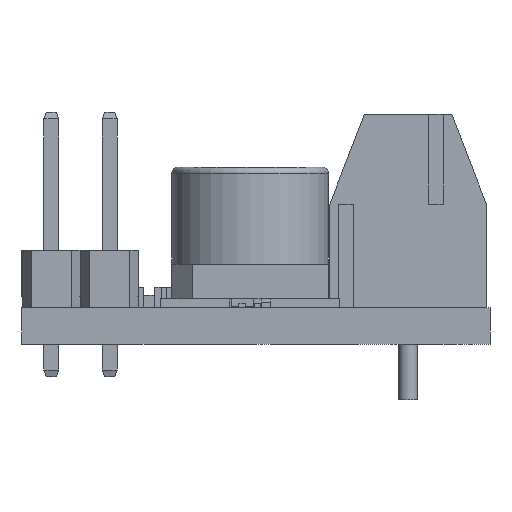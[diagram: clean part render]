
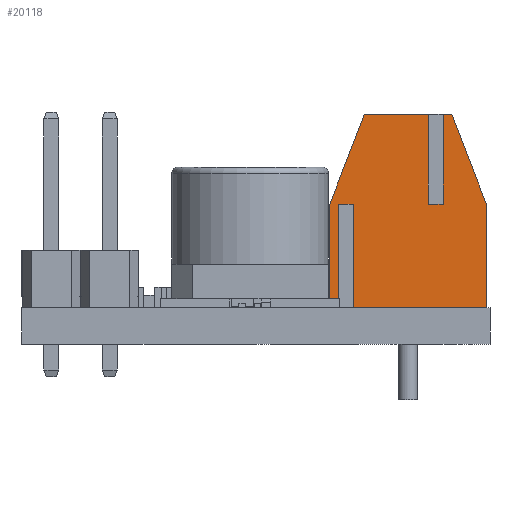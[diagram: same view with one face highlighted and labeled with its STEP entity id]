
A CAD part, front view. The second image highlights one B-rep face of the part: STEP entity #20118.
In plain terms, the highlighted planar face has unit normal (0, -1, 0).
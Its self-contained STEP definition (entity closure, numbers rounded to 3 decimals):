
#464 = CARTESIAN_POINT ( 'NONE',  ( 14.384, 5.7, 1.575 ) ) ;
#651 = CARTESIAN_POINT ( 'NONE',  ( 13.364, 5.7, 1.575 ) ) ;
#720 = VERTEX_POINT ( 'NONE', #4893 ) ;
#832 = LINE ( 'NONE', #41382, #51225 ) ;
#1510 = DIRECTION ( 'NONE',  ( -1., 0., 0. ) ) ;
#1628 = EDGE_CURVE ( 'NONE', #720, #25439, #31277, .T. ) ;
#2173 = LINE ( 'NONE', #15852, #11800 ) ;
#3079 = FACE_OUTER_BOUND ( 'NONE', #56402, .T. ) ;
#3158 = CARTESIAN_POINT ( 'NONE',  ( 18.664, 5.7, 9.975 ) ) ;
#3316 = DIRECTION ( 'NONE',  ( 0., 0., 1. ) ) ;
#4707 = DIRECTION ( 'NONE',  ( -1., 0., 0. ) ) ;
#4789 = VECTOR ( 'NONE', #28839, 1000. ) ;
#4893 = CARTESIAN_POINT ( 'NONE',  ( 18.664, 5.7, 9.975 ) ) ;
#5415 = CARTESIAN_POINT ( 'NONE',  ( 20.164, 5.7, 6.075 ) ) ;
#5559 = CARTESIAN_POINT ( 'NONE',  ( 13.734, 5.7, 6.075 ) ) ;
#6579 = VERTEX_POINT ( 'NONE', #5559 ) ;
#7536 = EDGE_CURVE ( 'NONE', #53624, #44115, #48779, .T. ) ;
#7612 = VECTOR ( 'NONE', #4707, 1000. ) ;
#7754 = CARTESIAN_POINT ( 'NONE',  ( 16.764, 5.7, 1.575 ) ) ;
#8198 = ORIENTED_EDGE ( 'NONE', *, *, #1628, .T. ) ;
#8415 = DIRECTION ( 'NONE',  ( 0., -1., 0. ) ) ;
#8565 = LINE ( 'NONE', #50165, #4789 ) ;
#9049 = VECTOR ( 'NONE', #23485, 1000. ) ;
#9176 = LINE ( 'NONE', #29440, #22517 ) ;
#9814 = LINE ( 'NONE', #464, #13315 ) ;
#9911 = CARTESIAN_POINT ( 'NONE',  ( 13.364, 5.7, 6.075 ) ) ;
#10358 = LINE ( 'NONE', #21610, #21691 ) ;
#10473 = DIRECTION ( 'NONE',  ( 0., 0., 1. ) ) ;
#11800 = VECTOR ( 'NONE', #58711, 1000. ) ;
#11913 = VERTEX_POINT ( 'NONE', #38916 ) ;
#12331 = EDGE_CURVE ( 'NONE', #44115, #61628, #2173, .T. ) ;
#12394 = EDGE_CURVE ( 'NONE', #35204, #34501, #9176, .T. ) ;
#13116 = CARTESIAN_POINT ( 'NONE',  ( 18.294, 5.7, 9.975 ) ) ;
#13315 = VECTOR ( 'NONE', #10473, 1000. ) ;
#13771 = ORIENTED_EDGE ( 'NONE', *, *, #38864, .T. ) ;
#14399 = EDGE_CURVE ( 'NONE', #11913, #25439, #24304, .T. ) ;
#14932 = ORIENTED_EDGE ( 'NONE', *, *, #31245, .F. ) ;
#15852 = CARTESIAN_POINT ( 'NONE',  ( 14.864, 5.7, 9.975 ) ) ;
#17607 = VERTEX_POINT ( 'NONE', #35918 ) ;
#18411 = VERTEX_POINT ( 'NONE', #651 ) ;
#18461 = VECTOR ( 'NONE', #36097, 1000. ) ;
#18594 = EDGE_CURVE ( 'NONE', #61628, #18411, #33849, .T. ) ;
#20118 = ADVANCED_FACE ( 'NONE', ( #3079 ), #63990, .T. ) ;
#20355 = DIRECTION ( 'NONE',  ( -0.359, 0., 0.933 ) ) ;
#20689 = VECTOR ( 'NONE', #20355, 1000. ) ;
#21127 = ORIENTED_EDGE ( 'NONE', *, *, #12331, .T. ) ;
#21471 = CARTESIAN_POINT ( 'NONE',  ( 13.364, 5.7, 1.575 ) ) ;
#21610 = CARTESIAN_POINT ( 'NONE',  ( 13.734, 5.7, 1.575 ) ) ;
#21691 = VECTOR ( 'NONE', #36595, 1000. ) ;
#21765 = CARTESIAN_POINT ( 'NONE',  ( 13.364, 5.7, 1.575 ) ) ;
#21820 = DIRECTION ( 'NONE',  ( 0., 0., -1. ) ) ;
#22150 = CARTESIAN_POINT ( 'NONE',  ( 17.644, 5.7, 1.575 ) ) ;
#22517 = VECTOR ( 'NONE', #45409, 1000. ) ;
#23075 = DIRECTION ( 'NONE',  ( 1., 0., 0. ) ) ;
#23122 = VECTOR ( 'NONE', #45506, 1000. ) ;
#23485 = DIRECTION ( 'NONE',  ( -1., 0., 0. ) ) ;
#24304 = LINE ( 'NONE', #48927, #30072 ) ;
#24950 = VERTEX_POINT ( 'NONE', #34188 ) ;
#25439 = VERTEX_POINT ( 'NONE', #13116 ) ;
#25913 = CARTESIAN_POINT ( 'NONE',  ( 13.364, 5.7, 6.075 ) ) ;
#27147 = LINE ( 'NONE', #22150, #57234 ) ;
#28235 = ORIENTED_EDGE ( 'NONE', *, *, #34048, .F. ) ;
#28311 = EDGE_CURVE ( 'NONE', #53624, #17607, #27147, .T. ) ;
#28839 = DIRECTION ( 'NONE',  ( 1., 0., 0. ) ) ;
#29440 = CARTESIAN_POINT ( 'NONE',  ( 20.164, 5.7, 1.575 ) ) ;
#30072 = VECTOR ( 'NONE', #3316, 1000. ) ;
#30774 = AXIS2_PLACEMENT_3D ( 'NONE', #7754, #8415, #23075 ) ;
#31245 = EDGE_CURVE ( 'NONE', #49495, #6579, #832, .T. ) ;
#31277 = LINE ( 'NONE', #36263, #7612 ) ;
#33849 = LINE ( 'NONE', #9911, #23122 ) ;
#34048 = EDGE_CURVE ( 'NONE', #17607, #11913, #8565, .T. ) ;
#34188 = CARTESIAN_POINT ( 'NONE',  ( 14.384, 5.7, 1.575 ) ) ;
#34501 = VERTEX_POINT ( 'NONE', #47652 ) ;
#35204 = VERTEX_POINT ( 'NONE', #45626 ) ;
#35385 = ORIENTED_EDGE ( 'NONE', *, *, #12394, .T. ) ;
#35830 = DIRECTION ( 'NONE',  ( 1., 0., 0. ) ) ;
#35918 = CARTESIAN_POINT ( 'NONE',  ( 17.644, 5.7, 6.075 ) ) ;
#36097 = DIRECTION ( 'NONE',  ( 1., 0., 0. ) ) ;
#36263 = CARTESIAN_POINT ( 'NONE',  ( 18.664, 5.7, 9.975 ) ) ;
#36303 = CARTESIAN_POINT ( 'NONE',  ( 14.864, 5.7, 9.975 ) ) ;
#36595 = DIRECTION ( 'NONE',  ( 0., 0., -1. ) ) ;
#38231 = ORIENTED_EDGE ( 'NONE', *, *, #48733, .F. ) ;
#38864 = EDGE_CURVE ( 'NONE', #24950, #35204, #42700, .T. ) ;
#38916 = CARTESIAN_POINT ( 'NONE',  ( 18.294, 5.7, 6.075 ) ) ;
#40205 = EDGE_CURVE ( 'NONE', #6579, #64678, #10358, .T. ) ;
#41382 = CARTESIAN_POINT ( 'NONE',  ( 16.764, 5.7, 6.075 ) ) ;
#41411 = LINE ( 'NONE', #21471, #61273 ) ;
#41521 = CARTESIAN_POINT ( 'NONE',  ( 14.384, 5.7, 6.075 ) ) ;
#41691 = EDGE_CURVE ( 'NONE', #18411, #64678, #41411, .T. ) ;
#41894 = ORIENTED_EDGE ( 'NONE', *, *, #14399, .F. ) ;
#42700 = LINE ( 'NONE', #21765, #18461 ) ;
#42793 = ORIENTED_EDGE ( 'NONE', *, *, #28311, .F. ) ;
#44115 = VERTEX_POINT ( 'NONE', #36303 ) ;
#45409 = DIRECTION ( 'NONE',  ( 0., 0., 1. ) ) ;
#45506 = DIRECTION ( 'NONE',  ( 0., 0., -1. ) ) ;
#45626 = CARTESIAN_POINT ( 'NONE',  ( 20.164, 5.7, 1.575 ) ) ;
#45695 = ORIENTED_EDGE ( 'NONE', *, *, #59357, .T. ) ;
#47652 = CARTESIAN_POINT ( 'NONE',  ( 20.164, 5.7, 6.075 ) ) ;
#48733 = EDGE_CURVE ( 'NONE', #24950, #49495, #9814, .T. ) ;
#48779 = LINE ( 'NONE', #3158, #9049 ) ;
#48927 = CARTESIAN_POINT ( 'NONE',  ( 18.294, 5.7, 1.575 ) ) ;
#49236 = ORIENTED_EDGE ( 'NONE', *, *, #40205, .F. ) ;
#49495 = VERTEX_POINT ( 'NONE', #41521 ) ;
#50165 = CARTESIAN_POINT ( 'NONE',  ( 16.764, 5.7, 6.075 ) ) ;
#50989 = LINE ( 'NONE', #5415, #20689 ) ;
#51091 = ORIENTED_EDGE ( 'NONE', *, *, #7536, .T. ) ;
#51225 = VECTOR ( 'NONE', #1510, 1000. ) ;
#53624 = VERTEX_POINT ( 'NONE', #64221 ) ;
#56402 = EDGE_LOOP ( 'NONE', ( #41894, #28235, #42793, #51091, #21127, #59339, #65596, #49236, #14932, #38231, #13771, #35385, #45695, #8198 ) ) ;
#57234 = VECTOR ( 'NONE', #21820, 1000. ) ;
#58711 = DIRECTION ( 'NONE',  ( -0.359, 0., -0.933 ) ) ;
#59339 = ORIENTED_EDGE ( 'NONE', *, *, #18594, .T. ) ;
#59357 = EDGE_CURVE ( 'NONE', #34501, #720, #50989, .T. ) ;
#61273 = VECTOR ( 'NONE', #35830, 1000. ) ;
#61628 = VERTEX_POINT ( 'NONE', #25913 ) ;
#63990 = PLANE ( 'NONE',  #30774 ) ;
#64221 = CARTESIAN_POINT ( 'NONE',  ( 17.644, 5.7, 9.975 ) ) ;
#64475 = CARTESIAN_POINT ( 'NONE',  ( 13.734, 5.7, 1.575 ) ) ;
#64678 = VERTEX_POINT ( 'NONE', #64475 ) ;
#65596 = ORIENTED_EDGE ( 'NONE', *, *, #41691, .T. ) ;
